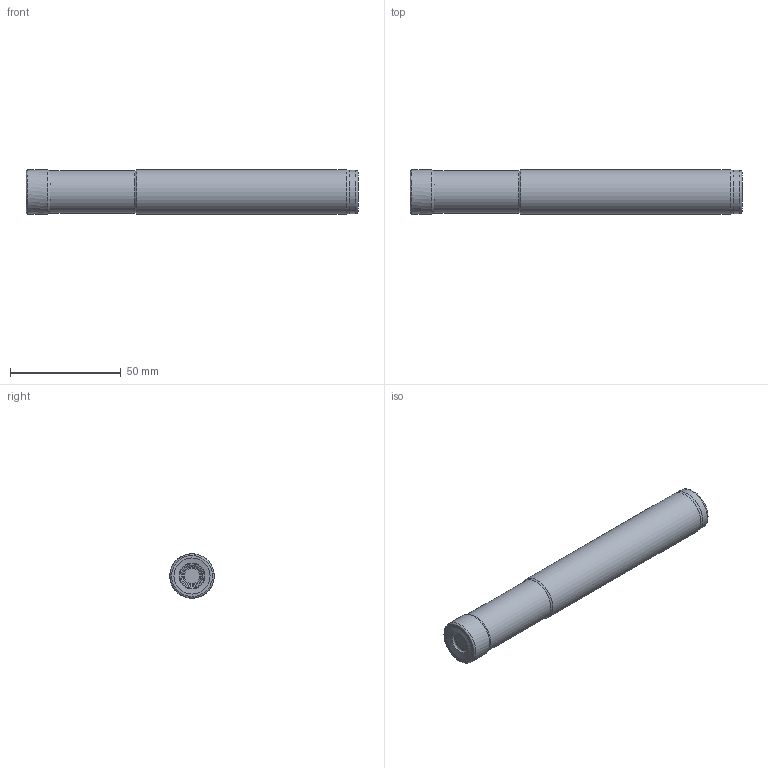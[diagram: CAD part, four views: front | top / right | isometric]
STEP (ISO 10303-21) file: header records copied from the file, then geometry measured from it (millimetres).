
FILE_DESCRIPTION(/* description */ (''),/* implementation_level */ '2;1');
FILE_NAME(/* name */ 'AEM90-AP1135A-D20-C20-L150-Z03_1.stp',/* time_stamp */ '2023-10-11T02:01:48+03:00',/* author */ (''),/* organization */ (''),/* preprocessor_version */ 'ST-DEVELOPER v19.4',/* originating_system */ 'SIEMENS PLM Software NX2306.3001',/* authorisation */ '');
FILE_SCHEMA (('AUTOMOTIVE_DESIGN { 1 0 10303 214 3 1 1 1 }'));
Length unit declared in the file: millimetre
Products named in the file (1): AEM90-AP1135A-D20-C20-L150-Z03
Bounding box: 150.04 x 20.15 x 20.15 mm (x, y, z)
Volume: 47860.5 mm3; surface area: 11127.4 mm2
Topology: 2 solids, 2 shells, 24 faces, 55 edges, 33 vertices
Faces by surface type: revolution 10, cone 5, torus 4, cylinder 3, plane 2
Full cylindrical faces by diameter (mm): 19 x1, 19.5 x1, 20 x1
Entity records: 638 total; most frequent: DIRECTION 98, CARTESIAN_POINT 81, EDGE_LOOP 46, ORIENTED_EDGE 46, FACE_BOUND 44, AXIS2_PLACEMENT_3D 40, CIRCLE 25, ADVANCED_FACE 24
